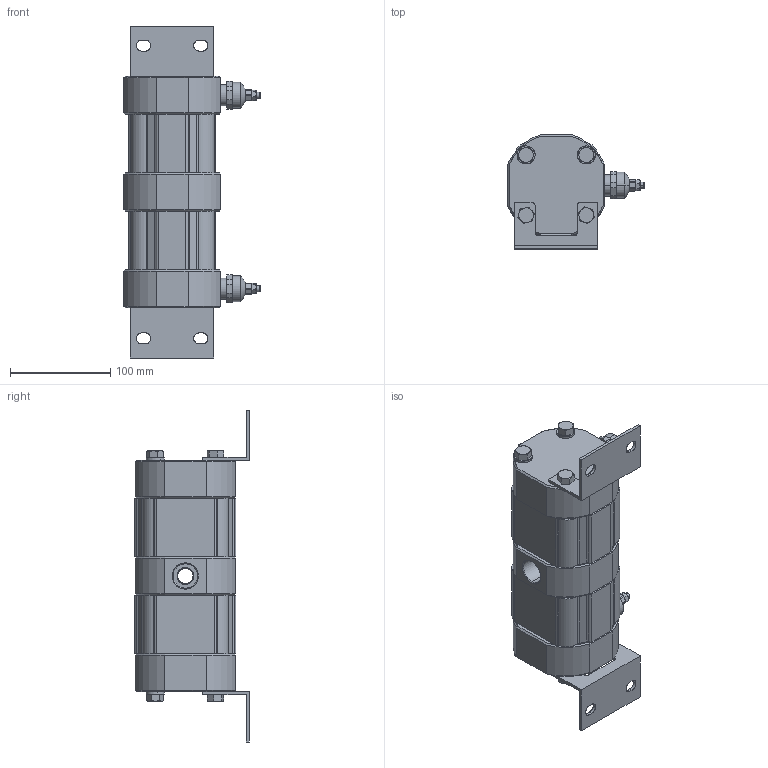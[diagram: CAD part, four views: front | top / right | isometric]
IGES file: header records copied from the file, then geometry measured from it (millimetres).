
Start section: SolidWorks IGES file using analytic representation for surfaces
Global section: file name: OT200-D2-2D11-1IL-CVR-R-170.igs; native system: SolidWorks 2014; preprocessor: SolidWorks 2014; author: serviziopdm; date: 151104.095641; units: millimetre
Bounding box: 135.9 x 113.7 x 330.6 mm (x, y, z)
Surface area: 173124 mm2 (no closed solid volume)
Topology: 0 solids, 0 shells, 484 faces, 8654 edges, 8654 vertices
Faces by surface type: revolution 246, bspline 238
